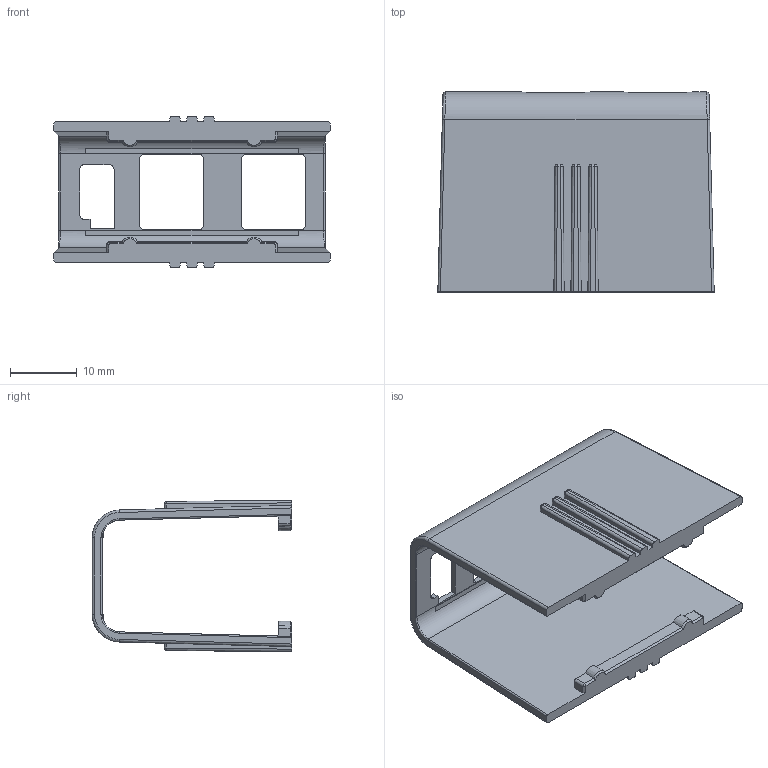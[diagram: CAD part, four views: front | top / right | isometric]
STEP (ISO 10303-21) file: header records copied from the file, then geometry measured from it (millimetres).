
FILE_DESCRIPTION(/* description */ (''),/* implementation_level */ '2;1');
FILE_NAME(/* name */ 'Lock Slide.ipt.step',/* time_stamp */ '2020-04-16T23:13:42-04:00',/* author */ ('Jordan'),/* organization */ (''),/* preprocessor_version */ 'ST-DEVELOPER v17',/* originating_system */ 'Autodesk Inventor 2019',/* authorisation */ '');
FILE_SCHEMA (('AUTOMOTIVE_DESIGN { 1 0 10303 214 3 1 1 }'));
Length unit declared in the file: inch
Products named in the file (1): Lock Slide
Bounding box: 41.27 x 29.84 x 22.61 mm (x, y, z)
Volume: 4388.8 mm3; surface area: 6201.9 mm2
Topology: 1 solids, 1 shells, 207 faces, 529 edges, 311 vertices
Faces by surface type: plane 95, cylinder 50, cone 30, bspline 20, sphere 12
Entity records: 6715 total; most frequent: CARTESIAN_POINT 1828, ORIENTED_EDGE 1034, DIRECTION 992, EDGE_CURVE 517, AXIS2_PLACEMENT_3D 335, LINE 322, VECTOR 322, VERTEX_POINT 311
